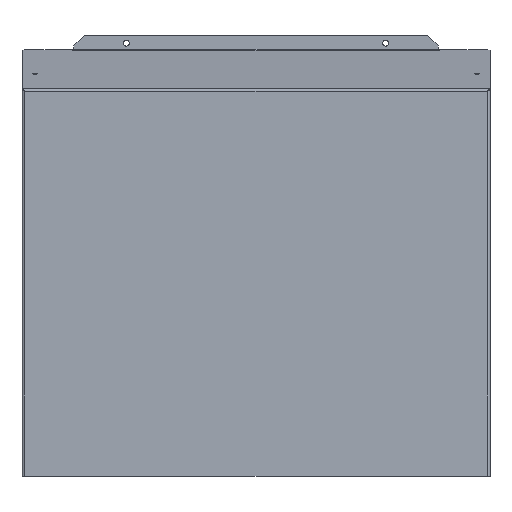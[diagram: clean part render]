
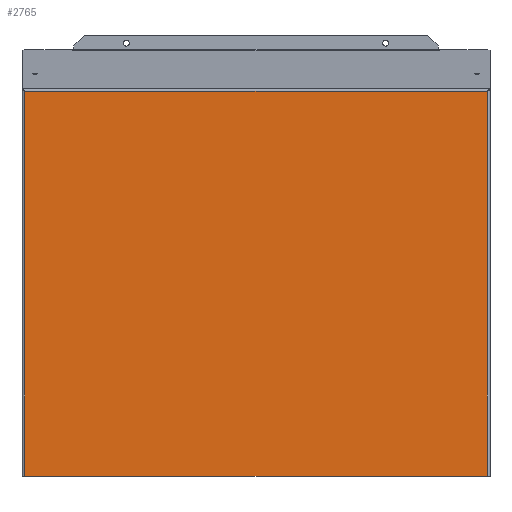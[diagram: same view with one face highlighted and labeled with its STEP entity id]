
A CAD part, top view. The second image highlights one B-rep face of the part: STEP entity #2765.
In plain terms, the highlighted planar face has unit normal (0, 0, 1).
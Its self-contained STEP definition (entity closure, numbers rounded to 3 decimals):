
#429=DIRECTION('',(0.,-1.,0.));
#430=VECTOR('',#429,296.837);
#431=CARTESIAN_POINT('',(178.5,-32.349,115.));
#432=LINE('',#431,#430);
#524=DIRECTION('',(-1.,0.,0.));
#525=VECTOR('',#524,357.);
#526=CARTESIAN_POINT('',(178.5,-32.349,115.));
#527=LINE('',#526,#525);
#554=DIRECTION('',(1.,0.,0.));
#555=VECTOR('',#554,357.);
#556=CARTESIAN_POINT('',(-178.5,-329.186,115.));
#557=LINE('',#556,#555);
#751=DIRECTION('',(0.,-1.,0.));
#752=VECTOR('',#751,296.837);
#753=CARTESIAN_POINT('',(-178.5,-32.349,115.));
#754=LINE('',#753,#752);
#1463=CARTESIAN_POINT('',(178.5,-329.186,115.));
#1465=VERTEX_POINT('',#1463);
#1466=CARTESIAN_POINT('',(178.5,-32.349,115.));
#1467=VERTEX_POINT('',#1466);
#1515=CARTESIAN_POINT('',(-178.5,-329.186,115.));
#1517=VERTEX_POINT('',#1515);
#1518=CARTESIAN_POINT('',(-178.5,-32.349,115.));
#1519=VERTEX_POINT('',#1518);
#2752=CARTESIAN_POINT('',(0.,-30.814,115.));
#2753=DIRECTION('',(0.,0.,1.));
#2754=DIRECTION('',(0.,-1.,0.));
#2755=AXIS2_PLACEMENT_3D('',#2752,#2753,#2754);
#2756=PLANE('',#2755);
#2758=ORIENTED_EDGE('',*,*,#2757,.F.);
#2760=ORIENTED_EDGE('',*,*,#2759,.F.);
#2761=ORIENTED_EDGE('',*,*,#2742,.F.);
#2762=ORIENTED_EDGE('',*,*,#2495,.T.);
#2763=EDGE_LOOP('',(#2758,#2760,#2761,#2762));
#2764=FACE_OUTER_BOUND('',#2763,.F.);
#2765=ADVANCED_FACE('',(#2764),#2756,.T.);
#2495=EDGE_CURVE('',#1467,#1465,#432,.T.);
#2742=EDGE_CURVE('',#1467,#1519,#527,.T.);
#2757=EDGE_CURVE('',#1517,#1465,#557,.T.);
#2759=EDGE_CURVE('',#1519,#1517,#754,.T.);
